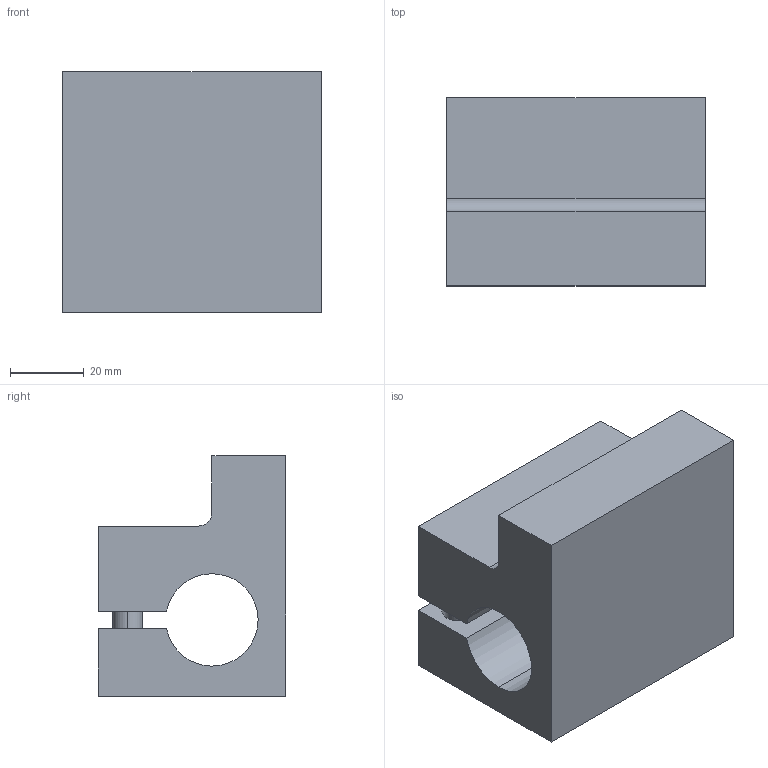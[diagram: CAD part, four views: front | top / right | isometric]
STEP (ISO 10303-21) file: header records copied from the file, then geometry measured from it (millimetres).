
FILE_DESCRIPTION (( 'STEP AP214' ), '1' );
FILE_NAME ('04-0804.STEP', '2023-08-22T22:18:57', ( '' ), ( '' ), 'SwSTEP 2.0', 'SolidWorks 2022', '' );
FILE_SCHEMA (( 'AUTOMOTIVE_DESIGN' ));
Length unit declared in the file: inch
Products named in the file (4): 20-3265; 04-0804; 40-0009_40-0009; 10000193987_93245A142
Assembly tree (4 placements, depth 2):
  04-0804
    20-3265
    40-0009_40-0009  x2
    10000193987_93245A142
Bounding box: 69.85 x 50.8 x 65.14 mm (x, y, z)
Volume: 148229.3 mm3; surface area: 33564.3 mm2
Topology: 4 solids, 4 shells, 478 faces, 1278 edges, 829 vertices
Faces by surface type: plane 330, cylinder 53, bspline 50, cone 45
Entity records: 22622 total; most frequent: CARTESIAN_POINT 7112, ORIENTED_EDGE 2442, DIRECTION 1976, EDGE_CURVE 1221, VECTOR 966, LINE 966, VERTEX_POINT 801, AXIS2_PLACEMENT_3D 505
